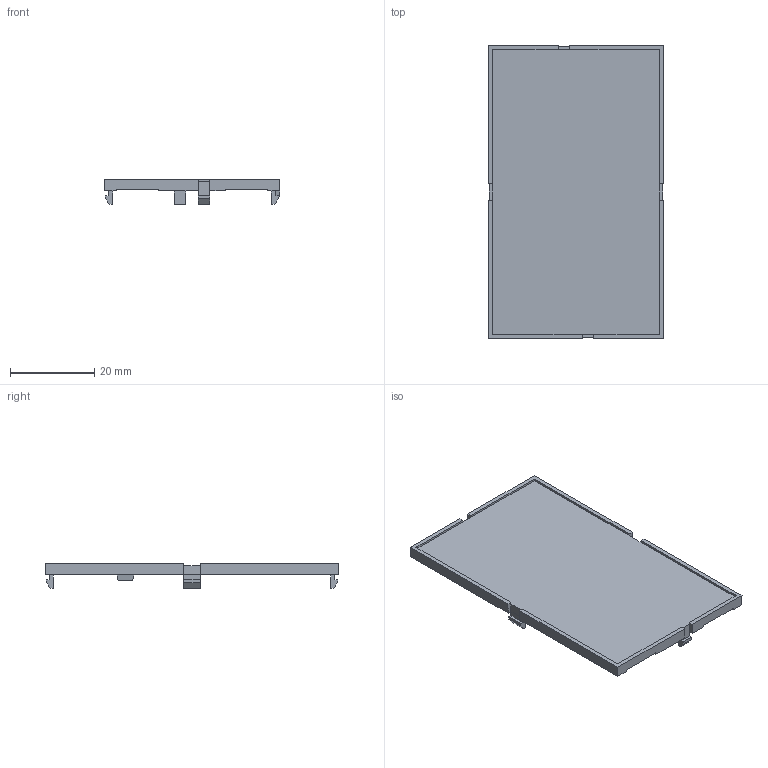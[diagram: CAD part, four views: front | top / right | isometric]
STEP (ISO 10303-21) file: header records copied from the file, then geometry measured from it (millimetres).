
FILE_DESCRIPTION (( 'STEP AP203' ), '1' );
FILE_NAME ('449-340-01.STEP', '2021-08-24T14:18:38', ( '' ), ( '' ), 'SwSTEP 2.0', 'SolidWorks 2018', '' );
FILE_SCHEMA (( 'CONFIG_CONTROL_DESIGN' ));
Length unit declared in the file: millimetre
Products named in the file (1): 449-340-01
Bounding box: 41.8 x 69.9 x 5.9 mm (x, y, z)
Volume: 5312.4 mm3; surface area: 6764.9 mm2
Topology: 4 solids, 4 shells, 97 faces, 255 edges, 166 vertices
Faces by surface type: plane 93, cylinder 4
Entity records: 2996 total; most frequent: CARTESIAN_POINT 519, ORIENTED_EDGE 510, DIRECTION 463, EDGE_CURVE 255, LINE 243, VECTOR 243, VERTEX_POINT 166, AXIS2_PLACEMENT_3D 110
